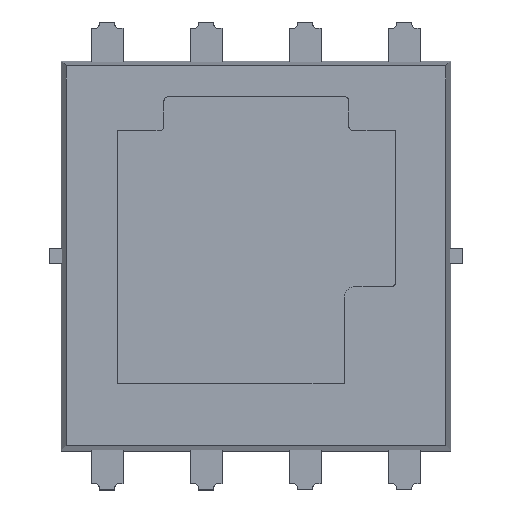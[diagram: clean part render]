
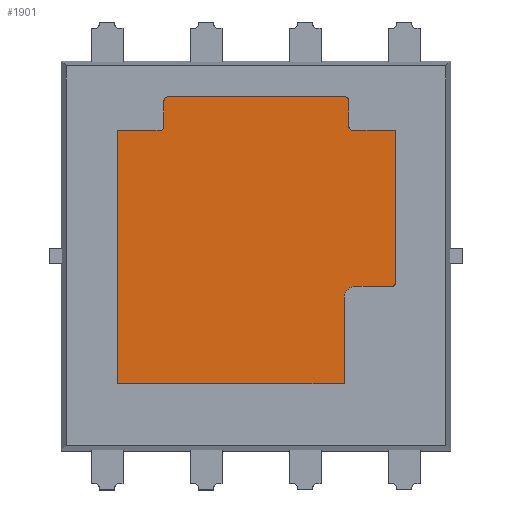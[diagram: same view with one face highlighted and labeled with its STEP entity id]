
A CAD part, top view. The second image highlights one B-rep face of the part: STEP entity #1901.
In plain terms, the highlighted planar face has unit normal (0, 0, 1).
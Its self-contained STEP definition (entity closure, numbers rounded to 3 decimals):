
#20 = VERTEX_POINT ( 'NONE', #5497 ) ;
#45 = CARTESIAN_POINT ( 'NONE',  ( 1.19, 1.99, 0.76 ) ) ;
#60 = ORIENTED_EDGE ( 'NONE', *, *, #3076, .T. ) ;
#94 = DIRECTION ( 'NONE',  ( 0., 0., 1. ) ) ;
#130 = DIRECTION ( 'NONE',  ( 1., 0., 0. ) ) ;
#133 = FACE_OUTER_BOUND ( 'NONE', #3444, .T. ) ;
#211 = VECTOR ( 'NONE', #130, 1000. ) ;
#245 = EDGE_CURVE ( 'NONE', #20, #6493, #2494, .T. ) ;
#249 = VERTEX_POINT ( 'NONE', #3229 ) ;
#305 = CARTESIAN_POINT ( 'NONE',  ( 1.13, -0.39, 0.76 ) ) ;
#365 = VECTOR ( 'NONE', #818, 1000. ) ;
#371 = CARTESIAN_POINT ( 'NONE',  ( 1.19, 1.61, 0.76 ) ) ;
#392 = AXIS2_PLACEMENT_3D ( 'NONE', #3718, #2533, #3248 ) ;
#409 = DIRECTION ( 'NONE',  ( -1., 0., 0. ) ) ;
#414 = VECTOR ( 'NONE', #3898, 1000. ) ;
#468 = CARTESIAN_POINT ( 'NONE',  ( -1.18, 1.61, 0.76 ) ) ;
#518 = CARTESIAN_POINT ( 'NONE',  ( -1.78, -1.64, 0.76 ) ) ;
#584 = EDGE_CURVE ( 'NONE', #5975, #6273, #3832, .T. ) ;
#586 = LINE ( 'NONE', #4358, #2058 ) ;
#765 = CARTESIAN_POINT ( 'NONE',  ( -1.18, 2.04, 0.76 ) ) ;
#818 = DIRECTION ( 'NONE',  ( 0., 1., 0. ) ) ;
#855 = ORIENTED_EDGE ( 'NONE', *, *, #1792, .T. ) ;
#863 = ORIENTED_EDGE ( 'NONE', *, *, #5805, .T. ) ;
#874 = EDGE_CURVE ( 'NONE', #2035, #2801, #1284, .T. ) ;
#1089 = VERTEX_POINT ( 'NONE', #2528 ) ;
#1284 = CIRCLE ( 'NONE', #3132, 0.15 ) ;
#1712 = EDGE_CURVE ( 'NONE', #2801, #2376, #3017, .T. ) ;
#1770 = EDGE_CURVE ( 'NONE', #249, #4870, #2389, .T. ) ;
#1792 = EDGE_CURVE ( 'NONE', #6493, #5451, #4783, .T. ) ;
#1899 = ORIENTED_EDGE ( 'NONE', *, *, #874, .T. ) ;
#1901 = ADVANCED_FACE ( 'NONE', ( #133 ), #2276, .T. ) ;
#2008 = ORIENTED_EDGE ( 'NONE', *, *, #3205, .T. ) ;
#2017 = VERTEX_POINT ( 'NONE', #4281 ) ;
#2027 = CARTESIAN_POINT ( 'NONE',  ( 1.14, 1.99, 0.76 ) ) ;
#2035 = VERTEX_POINT ( 'NONE', #3293 ) ;
#2058 = VECTOR ( 'NONE', #3329, 1000. ) ;
#2086 = LINE ( 'NONE', #468, #3268 ) ;
#2172 = LINE ( 'NONE', #3325, #365 ) ;
#2276 = PLANE ( 'NONE',  #392 ) ;
#2312 = ORIENTED_EDGE ( 'NONE', *, *, #5208, .T. ) ;
#2363 = AXIS2_PLACEMENT_3D ( 'NONE', #3791, #3812, #3491 ) ;
#2376 = VERTEX_POINT ( 'NONE', #5141 ) ;
#2389 = LINE ( 'NONE', #765, #3577 ) ;
#2407 = LINE ( 'NONE', #5555, #6289 ) ;
#2494 = CIRCLE ( 'NONE', #2363, 0.05 ) ;
#2528 = CARTESIAN_POINT ( 'NONE',  ( 1.79, 1.61, 0.76 ) ) ;
#2533 = DIRECTION ( 'NONE',  ( 0., 0., 1. ) ) ;
#2544 = DIRECTION ( 'NONE',  ( 1., 0., 0. ) ) ;
#2586 = LINE ( 'NONE', #518, #3436 ) ;
#2663 = CIRCLE ( 'NONE', #6254, 0.05 ) ;
#2772 = LINE ( 'NONE', #371, #414 ) ;
#2801 = VERTEX_POINT ( 'NONE', #5545 ) ;
#2831 = EDGE_CURVE ( 'NONE', #5118, #5975, #3698, .T. ) ;
#2869 = CARTESIAN_POINT ( 'NONE',  ( 1.13, -1.64, 0.76 ) ) ;
#2887 = ORIENTED_EDGE ( 'NONE', *, *, #5481, .T. ) ;
#2965 = DIRECTION ( 'NONE',  ( 0., -1., 0. ) ) ;
#3017 = LINE ( 'NONE', #305, #211 ) ;
#3036 = AXIS2_PLACEMENT_3D ( 'NONE', #3070, #94, #3585 ) ;
#3070 = CARTESIAN_POINT ( 'NONE',  ( -1.13, 1.99, 0.76 ) ) ;
#3076 = EDGE_CURVE ( 'NONE', #2017, #6011, #2586, .T. ) ;
#3081 = CARTESIAN_POINT ( 'NONE',  ( -1.18, 1.99, 0.76 ) ) ;
#3132 = AXIS2_PLACEMENT_3D ( 'NONE', #4978, #5823, #6373 ) ;
#3205 = EDGE_CURVE ( 'NONE', #2376, #6320, #2663, .T. ) ;
#3229 = CARTESIAN_POINT ( 'NONE',  ( 1.14, 2.04, 0.76 ) ) ;
#3248 = DIRECTION ( 'NONE',  ( 1., 0., 0. ) ) ;
#3268 = VECTOR ( 'NONE', #2965, 1000. ) ;
#3293 = CARTESIAN_POINT ( 'NONE',  ( 1.13, -0.54, 0.76 ) ) ;
#3325 = CARTESIAN_POINT ( 'NONE',  ( 1.79, 1.61, 0.76 ) ) ;
#3329 = DIRECTION ( 'NONE',  ( 0., -1., 0. ) ) ;
#3403 = VECTOR ( 'NONE', #4569, 1000. ) ;
#3421 = CARTESIAN_POINT ( 'NONE',  ( -1.78, 1.61, 0.76 ) ) ;
#3436 = VECTOR ( 'NONE', #6528, 1000. ) ;
#3444 = EDGE_LOOP ( 'NONE', ( #5221, #2008, #863, #4044, #6352, #855, #2312, #4042, #2887, #4032, #5504, #3657, #6440, #60, #4626, #1899 ) ) ;
#3491 = DIRECTION ( 'NONE',  ( 1., 0., 0. ) ) ;
#3577 = VECTOR ( 'NONE', #409, 1000. ) ;
#3585 = DIRECTION ( 'NONE',  ( 1., 0., 0. ) ) ;
#3657 = ORIENTED_EDGE ( 'NONE', *, *, #584, .T. ) ;
#3698 = CIRCLE ( 'NONE', #4559, 0.05 ) ;
#3718 = CARTESIAN_POINT ( 'NONE',  ( 0., 0., 0.76 ) ) ;
#3773 = VERTEX_POINT ( 'NONE', #3081 ) ;
#3791 = CARTESIAN_POINT ( 'NONE',  ( 1.24, 1.66, 0.76 ) ) ;
#3802 = EDGE_CURVE ( 'NONE', #6011, #2035, #2407, .T. ) ;
#3812 = DIRECTION ( 'NONE',  ( 0., 0., -1. ) ) ;
#3832 = LINE ( 'NONE', #3421, #5202 ) ;
#3858 = AXIS2_PLACEMENT_3D ( 'NONE', #2027, #5593, #2544 ) ;
#3898 = DIRECTION ( 'NONE',  ( -1., 0., 0. ) ) ;
#4032 = ORIENTED_EDGE ( 'NONE', *, *, #5367, .T. ) ;
#4042 = ORIENTED_EDGE ( 'NONE', *, *, #1770, .T. ) ;
#4044 = ORIENTED_EDGE ( 'NONE', *, *, #5009, .T. ) ;
#4094 = DIRECTION ( 'NONE',  ( 1., 0., 0. ) ) ;
#4145 = DIRECTION ( 'NONE',  ( 0., 1., 0. ) ) ;
#4187 = DIRECTION ( 'NONE',  ( 0., 0., -1. ) ) ;
#4218 = CARTESIAN_POINT ( 'NONE',  ( -1.23, 1.66, 0.76 ) ) ;
#4225 = CIRCLE ( 'NONE', #3858, 0.05 ) ;
#4281 = CARTESIAN_POINT ( 'NONE',  ( -1.78, -1.64, 0.76 ) ) ;
#4358 = CARTESIAN_POINT ( 'NONE',  ( -1.78, 1.61, 0.76 ) ) ;
#4501 = CARTESIAN_POINT ( 'NONE',  ( -1.18, 1.66, 0.76 ) ) ;
#4559 = AXIS2_PLACEMENT_3D ( 'NONE', #4218, #4187, #4094 ) ;
#4569 = DIRECTION ( 'NONE',  ( 0., 1., 0. ) ) ;
#4626 = ORIENTED_EDGE ( 'NONE', *, *, #3802, .T. ) ;
#4668 = CARTESIAN_POINT ( 'NONE',  ( 1.79, -0.34, 0.76 ) ) ;
#4783 = LINE ( 'NONE', #5786, #3403 ) ;
#4855 = CARTESIAN_POINT ( 'NONE',  ( 1.74, -0.34, 0.76 ) ) ;
#4870 = VERTEX_POINT ( 'NONE', #5801 ) ;
#4884 = DIRECTION ( 'NONE',  ( 0., 0., 1. ) ) ;
#4948 = DIRECTION ( 'NONE',  ( 1., 0., 0. ) ) ;
#4954 = EDGE_CURVE ( 'NONE', #6273, #2017, #586, .T. ) ;
#4978 = CARTESIAN_POINT ( 'NONE',  ( 1.28, -0.54, 0.76 ) ) ;
#5009 = EDGE_CURVE ( 'NONE', #1089, #20, #2772, .T. ) ;
#5118 = VERTEX_POINT ( 'NONE', #4501 ) ;
#5141 = CARTESIAN_POINT ( 'NONE',  ( 1.74, -0.39, 0.76 ) ) ;
#5156 = CARTESIAN_POINT ( 'NONE',  ( -1.78, 1.61, 0.76 ) ) ;
#5202 = VECTOR ( 'NONE', #6088, 1000. ) ;
#5208 = EDGE_CURVE ( 'NONE', #5451, #249, #4225, .T. ) ;
#5221 = ORIENTED_EDGE ( 'NONE', *, *, #1712, .T. ) ;
#5367 = EDGE_CURVE ( 'NONE', #3773, #5118, #2086, .T. ) ;
#5451 = VERTEX_POINT ( 'NONE', #45 ) ;
#5481 = EDGE_CURVE ( 'NONE', #4870, #3773, #6533, .T. ) ;
#5497 = CARTESIAN_POINT ( 'NONE',  ( 1.24, 1.61, 0.76 ) ) ;
#5504 = ORIENTED_EDGE ( 'NONE', *, *, #2831, .T. ) ;
#5530 = CARTESIAN_POINT ( 'NONE',  ( -1.23, 1.61, 0.76 ) ) ;
#5545 = CARTESIAN_POINT ( 'NONE',  ( 1.28, -0.39, 0.76 ) ) ;
#5555 = CARTESIAN_POINT ( 'NONE',  ( 1.13, -1.64, 0.76 ) ) ;
#5593 = DIRECTION ( 'NONE',  ( 0., 0., 1. ) ) ;
#5786 = CARTESIAN_POINT ( 'NONE',  ( 1.19, 2.04, 0.76 ) ) ;
#5801 = CARTESIAN_POINT ( 'NONE',  ( -1.13, 2.04, 0.76 ) ) ;
#5805 = EDGE_CURVE ( 'NONE', #6320, #1089, #2172, .T. ) ;
#5823 = DIRECTION ( 'NONE',  ( 0., 0., -1. ) ) ;
#5975 = VERTEX_POINT ( 'NONE', #5530 ) ;
#6011 = VERTEX_POINT ( 'NONE', #2869 ) ;
#6088 = DIRECTION ( 'NONE',  ( -1., 0., 0. ) ) ;
#6254 = AXIS2_PLACEMENT_3D ( 'NONE', #4855, #4884, #4948 ) ;
#6273 = VERTEX_POINT ( 'NONE', #5156 ) ;
#6289 = VECTOR ( 'NONE', #4145, 1000. ) ;
#6320 = VERTEX_POINT ( 'NONE', #4668 ) ;
#6335 = CARTESIAN_POINT ( 'NONE',  ( 1.19, 1.66, 0.76 ) ) ;
#6352 = ORIENTED_EDGE ( 'NONE', *, *, #245, .T. ) ;
#6373 = DIRECTION ( 'NONE',  ( 1., 0., 0. ) ) ;
#6440 = ORIENTED_EDGE ( 'NONE', *, *, #4954, .T. ) ;
#6493 = VERTEX_POINT ( 'NONE', #6335 ) ;
#6528 = DIRECTION ( 'NONE',  ( 1., 0., 0. ) ) ;
#6533 = CIRCLE ( 'NONE', #3036, 0.05 ) ;
